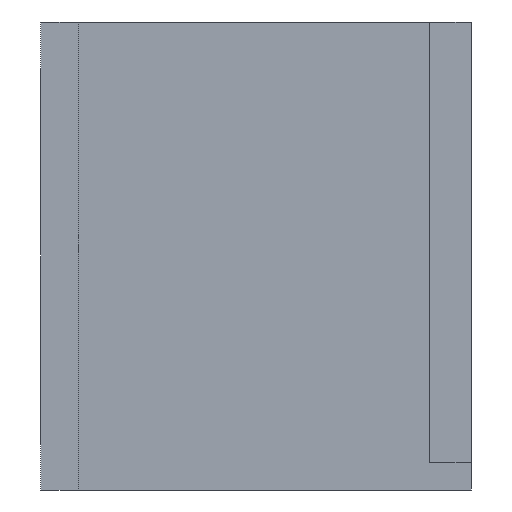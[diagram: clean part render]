
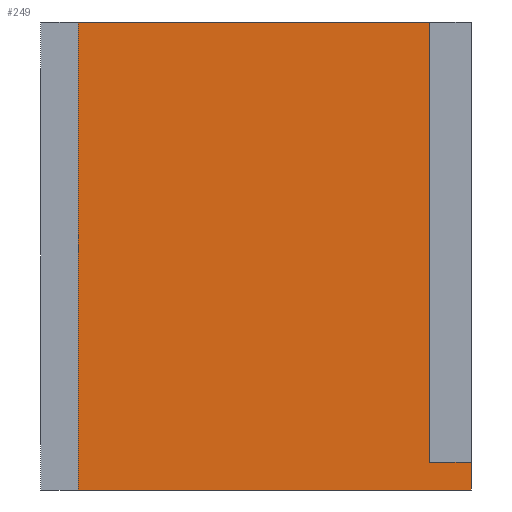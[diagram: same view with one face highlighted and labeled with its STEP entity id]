
A CAD part, left-side view. The second image highlights one B-rep face of the part: STEP entity #249.
In plain terms, the highlighted planar face has unit normal (-1, 0, 0).
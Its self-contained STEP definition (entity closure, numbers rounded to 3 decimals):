
#249=ADVANCED_FACE('',(#392),#319,.T.);
#319=PLANE('',#1938);
#392=FACE_OUTER_BOUND('',#505,.T.);
#505=EDGE_LOOP('',(#837,#838,#839,#840,#841,#842));
#837=ORIENTED_EDGE('',*,*,#1368,.T.);
#838=ORIENTED_EDGE('',*,*,#1371,.T.);
#839=ORIENTED_EDGE('',*,*,#1193,.T.);
#840=ORIENTED_EDGE('',*,*,#1192,.T.);
#841=ORIENTED_EDGE('',*,*,#1372,.T.);
#842=ORIENTED_EDGE('',*,*,#1365,.F.);
#1008=VERTEX_POINT('',#2435);
#1009=VERTEX_POINT('',#2437);
#1010=VERTEX_POINT('',#2441);
#1151=VERTEX_POINT('',#2822);
#1152=VERTEX_POINT('',#2824);
#1153=VERTEX_POINT('',#2829);
#1192=EDGE_CURVE('',#1008,#1009,#1429,.T.);
#1193=EDGE_CURVE('',#1010,#1008,#1430,.T.);
#1365=EDGE_CURVE('',#1151,#1152,#1572,.T.);
#1368=EDGE_CURVE('',#1151,#1153,#1575,.T.);
#1371=EDGE_CURVE('',#1153,#1010,#1578,.T.);
#1372=EDGE_CURVE('',#1009,#1152,#1579,.T.);
#1429=LINE('',#2438,#1636);
#1430=LINE('',#2440,#1637);
#1572=LINE('',#2823,#1779);
#1575=LINE('',#2828,#1782);
#1578=LINE('',#2834,#1785);
#1579=LINE('',#2835,#1786);
#1636=VECTOR('',#1974,1.);
#1637=VECTOR('',#1977,1.);
#1779=VECTOR('',#2317,1.);
#1782=VECTOR('',#2322,1.);
#1785=VECTOR('',#2327,1.);
#1786=VECTOR('',#2328,1.);
#1938=AXIS2_PLACEMENT_3D('',#2836,#2329,#2330);
#1974=DIRECTION('',(0.,0.,1.));
#1977=DIRECTION('',(0.,1.,0.));
#2317=DIRECTION('',(0.,0.,1.));
#2322=DIRECTION('',(0.,-1.,0.));
#2327=DIRECTION('',(0.,0.,1.));
#2328=DIRECTION('',(0.,1.,0.));
#2329=DIRECTION('',(-1.,0.,0.));
#2330=DIRECTION('',(0.,-1.,0.));
#2435=CARTESIAN_POINT('',(1.6,1.5,1.));
#2437=CARTESIAN_POINT('',(1.6,1.5,16.85));
#2438=CARTESIAN_POINT('',(1.6,1.5,1.));
#2440=CARTESIAN_POINT('',(1.6,0.,1.));
#2441=CARTESIAN_POINT('',(1.6,0.,1.));
#2822=CARTESIAN_POINT('',(1.6,14.15,0.));
#2823=CARTESIAN_POINT('',(1.6,14.15,0.));
#2824=CARTESIAN_POINT('',(1.6,14.15,16.85));
#2828=CARTESIAN_POINT('',(1.6,14.15,0.));
#2829=CARTESIAN_POINT('',(1.6,0.,0.));
#2834=CARTESIAN_POINT('',(1.6,0.,0.));
#2835=CARTESIAN_POINT('',(1.6,1.5,16.85));
#2836=CARTESIAN_POINT('',(1.6,14.25,-0.1));
